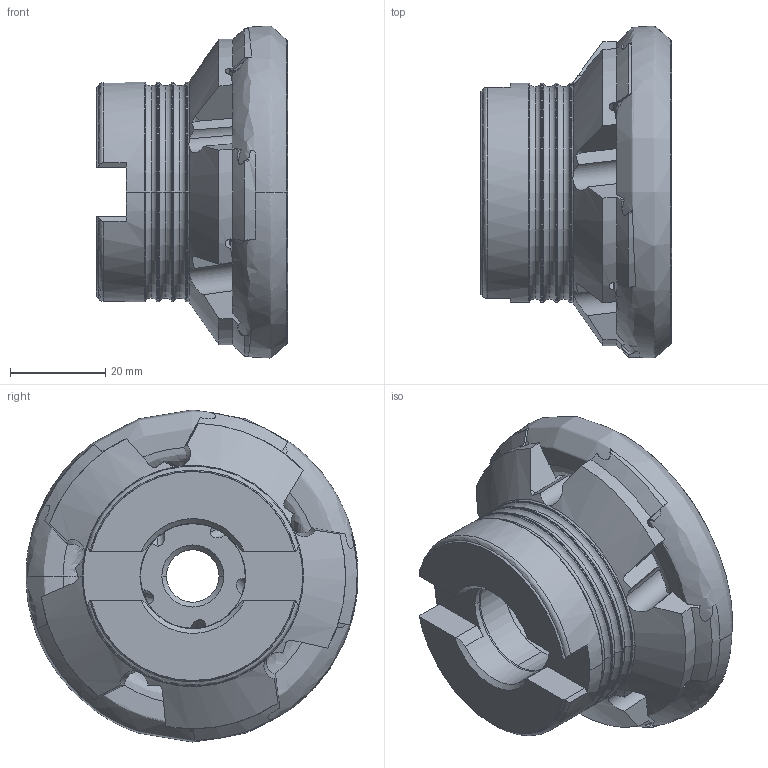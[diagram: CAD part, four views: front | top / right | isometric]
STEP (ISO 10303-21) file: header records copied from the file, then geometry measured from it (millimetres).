
FILE_DESCRIPTION (( 'STEP AP214' ), '1' );
FILE_NAME ('45PP-063-538-5.STEP', '2013-03-18T09:21:48', ( '' ), ( '' ), 'SwSTEP 2.0', 'SolidWorks 2013', '' );
FILE_SCHEMA (( 'AUTOMOTIVE_DESIGN' ));
Length unit declared in the file: millimetre
Products named in the file (1): 45PP-063-538-5
Bounding box: 40.07 x 69.61 x 69.61 mm (x, y, z)
Volume: 75289.6 mm3; surface area: 17757.4 mm2
Topology: 1 solids, 1 shells, 263 faces, 793 edges, 514 vertices
Faces by surface type: plane 92, cylinder 88, torus 40, cone 28, bspline 15
Entity records: 12682 total; most frequent: CARTESIAN_POINT 6061, ORIENTED_EDGE 1586, DIRECTION 1096, EDGE_CURVE 793, VERTEX_POINT 514, AXIS2_PLACEMENT_3D 437, B_SPLINE_CURVE_WITH_KNOTS 304, EDGE_LOOP 267
